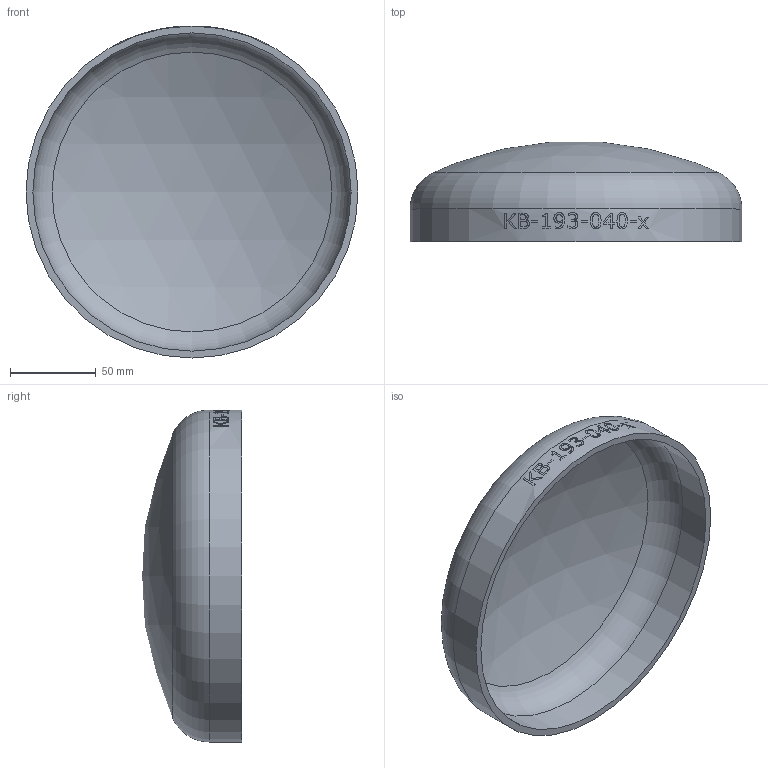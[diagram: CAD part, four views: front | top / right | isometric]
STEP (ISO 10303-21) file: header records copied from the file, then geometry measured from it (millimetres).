
FILE_DESCRIPTION (( 'STEP AP214' ), '1' );
FILE_NAME ('KB-193-040-x Klöpperboden 2003.STEP', '2020-03-26T13:49:05', ( '' ), ( '' ), 'SwSTEP 2.0', 'SolidWorks 2016', '' );
FILE_SCHEMA (( 'AUTOMOTIVE_DESIGN' ));
Length unit declared in the file: millimetre
Products named in the file (1): KB-193-040-x Klöpperboden 2003
Bounding box: 193.7 x 58.09 x 193.7 mm (x, y, z)
Volume: 190219.5 mm3; surface area: 97551.1 mm2
Topology: 1 solids, 1 shells, 181 faces, 478 edges, 318 vertices
Faces by surface type: bspline 91, plane 66, cylinder 20, torus 2, sphere 2
Full cylindrical faces by diameter (mm): 185.7 x1, 193.7 x1
Entity records: 24052 total; most frequent: CARTESIAN_POINT 18467, ORIENTED_EDGE 948, EDGE_CURVE 474, DIRECTION 442, VERTEX_POINT 318, B_SPLINE_CURVE_WITH_KNOTS 292, EDGE_LOOP 204, FACE_OUTER_BOUND 185
